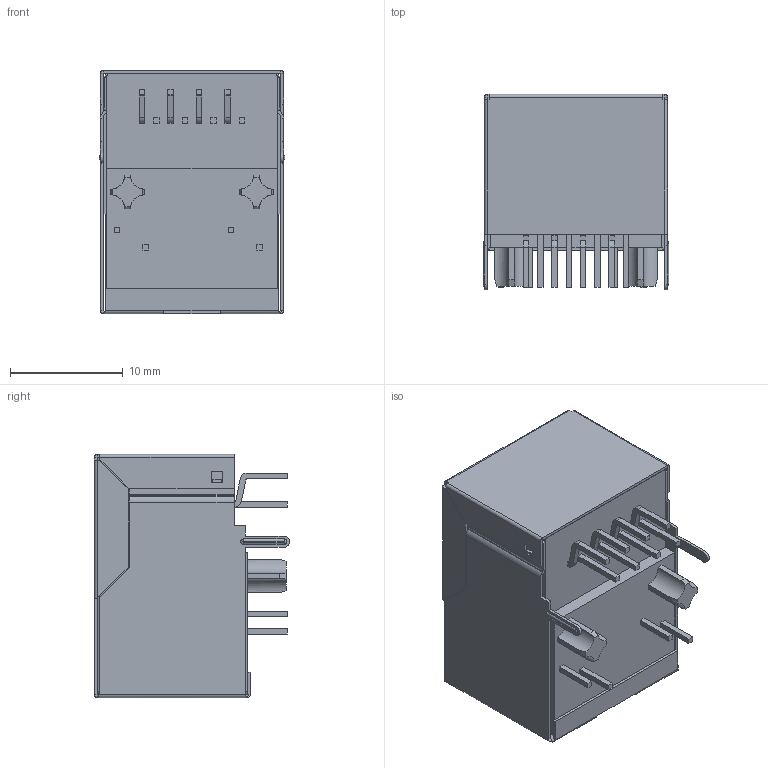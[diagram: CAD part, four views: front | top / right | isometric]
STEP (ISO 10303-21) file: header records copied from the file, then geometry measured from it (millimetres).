
FILE_DESCRIPTION (( 'STEP AP214' ), '1' );
FILE_NAME ('J00-0045NL.STEP', '2019-03-19T16:48:42', ( '' ), ( '' ), 'SwSTEP 2.0', 'SolidWorks 2017', '' );
FILE_SCHEMA (( 'AUTOMOTIVE_DESIGN' ));
Length unit declared in the file: inch
Products named in the file (1): J00-0045NL
Bounding box: 16.46 x 17.35 x 21.59 mm (x, y, z)
Volume: 2495.9 mm3; surface area: 5421.4 mm2
Topology: 28 solids, 28 shells, 464 faces, 1073 edges, 664 vertices
Faces by surface type: plane 364, cylinder 84, bspline 8, torus 4, sphere 4
Entity records: 13234 total; most frequent: CARTESIAN_POINT 2398, ORIENTED_EDGE 2138, DIRECTION 2103, EDGE_CURVE 1069, LINE 885, VECTOR 885, VERTEX_POINT 664, AXIS2_PLACEMENT_3D 609
